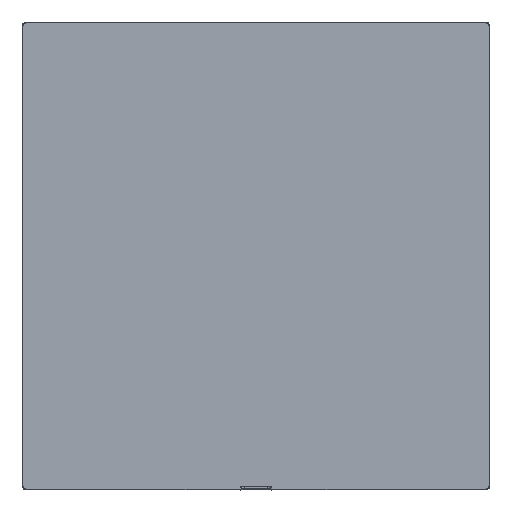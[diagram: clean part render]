
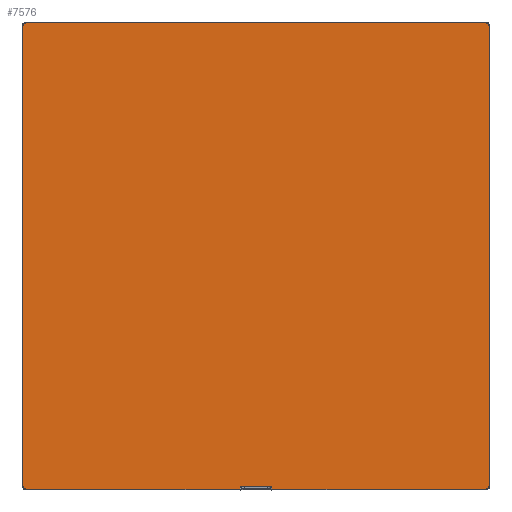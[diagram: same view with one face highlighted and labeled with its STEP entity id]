
A CAD part, left-side view. The second image highlights one B-rep face of the part: STEP entity #7576.
In plain terms, the highlighted planar face has unit normal (-1, 0, 0).
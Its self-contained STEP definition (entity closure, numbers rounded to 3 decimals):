
#6821=CARTESIAN_POINT(' ',(0.,5.275,-76.869));
#6826=DIRECTION(' ',(0.,-1.,0.));
#6831=VECTOR(' ',#6826,1.);
#6836=LINE('',#6821,#6831);
#6841=CARTESIAN_POINT(' ',(0.,5.275,-76.869));
#6842=VERTEX_POINT(' ',#6841);
#6846=CARTESIAN_POINT(' ',(0.,-5.275,-76.869));
#6847=VERTEX_POINT(' ',#6846);
#6851=EDGE_CURVE(' ',#6842,#6847,#6836,.T.);
#7136=DIRECTION(' ',(-1.,-0.,-0.));
#7141=CARTESIAN_POINT(' ',(0.,-77.689,-77.689));
#7146=DIRECTION(' ',(0.,0.,1.));
#7151=AXIS2_PLACEMENT_3D(' ',#7141,#7136,#7146);
#7156=PLANE('',#7151);
#7161=ORIENTED_EDGE(' ',*,*,#6851,.T.);
#7166=CARTESIAN_POINT(' ',(0.,-5.275,-76.869));
#7171=DIRECTION(' ',(0.,0.,-1.));
#7176=VECTOR(' ',#7171,1.);
#7181=LINE('',#7166,#7176);
#7186=CARTESIAN_POINT(' ',(0.,-5.275,-77.689));
#7187=VERTEX_POINT(' ',#7186);
#7191=EDGE_CURVE(' ',#6847,#7187,#7181,.T.);
#7196=ORIENTED_EDGE(' ',*,*,#7191,.T.);
#7201=CARTESIAN_POINT(' ',(0.,-5.275,-77.689));
#7206=DIRECTION(' ',(0.,-1.,0.));
#7211=VECTOR(' ',#7206,1.);
#7216=LINE('',#7201,#7211);
#7221=CARTESIAN_POINT(' ',(0.,-76.49,-77.689));
#7222=VERTEX_POINT(' ',#7221);
#7226=EDGE_CURVE(' ',#7187,#7222,#7216,.T.);
#7231=ORIENTED_EDGE(' ',*,*,#7226,.T.);
#7236=CARTESIAN_POINT(' ',(0.,-76.49,-76.49));
#7241=DIRECTION(' ',(-1.,0.,0.));
#7246=DIRECTION(' ',(0.,0.,-1.));
#7251=AXIS2_PLACEMENT_3D(' ',#7236,#7241,#7246);
#7256=CIRCLE('',#7251,1.199);
#7261=CARTESIAN_POINT(' ',(0.,-77.689,-76.49));
#7262=VERTEX_POINT(' ',#7261);
#7266=EDGE_CURVE(' ',#7222,#7262,#7256,.T.);
#7271=ORIENTED_EDGE(' ',*,*,#7266,.T.);
#7276=CARTESIAN_POINT(' ',(0.,-77.689,-76.49));
#7281=DIRECTION(' ',(0.,0.,1.));
#7286=VECTOR(' ',#7281,1.);
#7291=LINE('',#7276,#7286);
#7296=CARTESIAN_POINT(' ',(0.,-77.689,76.49));
#7297=VERTEX_POINT(' ',#7296);
#7301=EDGE_CURVE(' ',#7262,#7297,#7291,.T.);
#7306=ORIENTED_EDGE(' ',*,*,#7301,.T.);
#7311=CARTESIAN_POINT(' ',(0.,-76.49,76.49));
#7316=DIRECTION(' ',(-1.,0.,0.));
#7321=DIRECTION(' ',(0.,-1.,0.));
#7326=AXIS2_PLACEMENT_3D(' ',#7311,#7316,#7321);
#7331=CIRCLE('',#7326,1.199);
#7336=CARTESIAN_POINT(' ',(0.,-76.49,77.689));
#7337=VERTEX_POINT(' ',#7336);
#7341=EDGE_CURVE(' ',#7297,#7337,#7331,.T.);
#7346=ORIENTED_EDGE(' ',*,*,#7341,.T.);
#7351=CARTESIAN_POINT(' ',(0.,-76.49,77.689));
#7356=DIRECTION(' ',(0.,1.,0.));
#7361=VECTOR(' ',#7356,1.);
#7366=LINE('',#7351,#7361);
#7371=CARTESIAN_POINT(' ',(0.,76.49,77.689));
#7372=VERTEX_POINT(' ',#7371);
#7376=EDGE_CURVE(' ',#7337,#7372,#7366,.T.);
#7381=ORIENTED_EDGE(' ',*,*,#7376,.T.);
#7386=CARTESIAN_POINT(' ',(0.,76.49,76.49));
#7391=DIRECTION(' ',(-1.,0.,0.));
#7396=DIRECTION(' ',(0.,0.,1.));
#7401=AXIS2_PLACEMENT_3D(' ',#7386,#7391,#7396);
#7406=CIRCLE('',#7401,1.199);
#7411=CARTESIAN_POINT(' ',(0.,77.689,76.49));
#7412=VERTEX_POINT(' ',#7411);
#7416=EDGE_CURVE(' ',#7372,#7412,#7406,.T.);
#7421=ORIENTED_EDGE(' ',*,*,#7416,.T.);
#7426=CARTESIAN_POINT(' ',(0.,77.689,76.49));
#7431=DIRECTION(' ',(0.,0.,-1.));
#7436=VECTOR(' ',#7431,1.);
#7441=LINE('',#7426,#7436);
#7446=CARTESIAN_POINT(' ',(0.,77.689,-76.49));
#7447=VERTEX_POINT(' ',#7446);
#7451=EDGE_CURVE(' ',#7412,#7447,#7441,.T.);
#7456=ORIENTED_EDGE(' ',*,*,#7451,.T.);
#7461=CARTESIAN_POINT(' ',(0.,76.49,-76.49));
#7466=DIRECTION(' ',(-1.,0.,0.));
#7471=DIRECTION(' ',(0.,1.,0.));
#7476=AXIS2_PLACEMENT_3D(' ',#7461,#7466,#7471);
#7481=CIRCLE('',#7476,1.199);
#7486=CARTESIAN_POINT(' ',(0.,76.49,-77.689));
#7487=VERTEX_POINT(' ',#7486);
#7491=EDGE_CURVE(' ',#7447,#7487,#7481,.T.);
#7496=ORIENTED_EDGE(' ',*,*,#7491,.T.);
#7501=CARTESIAN_POINT(' ',(0.,76.49,-77.689));
#7506=DIRECTION(' ',(0.,-1.,0.));
#7511=VECTOR(' ',#7506,1.);
#7516=LINE('',#7501,#7511);
#7521=CARTESIAN_POINT(' ',(0.,5.275,-77.689));
#7522=VERTEX_POINT(' ',#7521);
#7526=EDGE_CURVE(' ',#7487,#7522,#7516,.T.);
#7531=ORIENTED_EDGE(' ',*,*,#7526,.T.);
#7536=CARTESIAN_POINT(' ',(0.,5.275,-77.689));
#7541=DIRECTION(' ',(0.,0.,1.));
#7546=VECTOR(' ',#7541,1.);
#7551=LINE('',#7536,#7546);
#7556=EDGE_CURVE(' ',#7522,#6842,#7551,.T.);
#7561=ORIENTED_EDGE(' ',*,*,#7556,.T.);
#7566=EDGE_LOOP(' ',(#7161,#7196,#7231,#7271,#7306,#7346,#7381,#7421,#7456,#7496,#7531,#7561));
#7571=FACE_OUTER_BOUND(' ',#7566,.T.);
#7576=ADVANCED_FACE('',(#7571),#7156,.T.);
